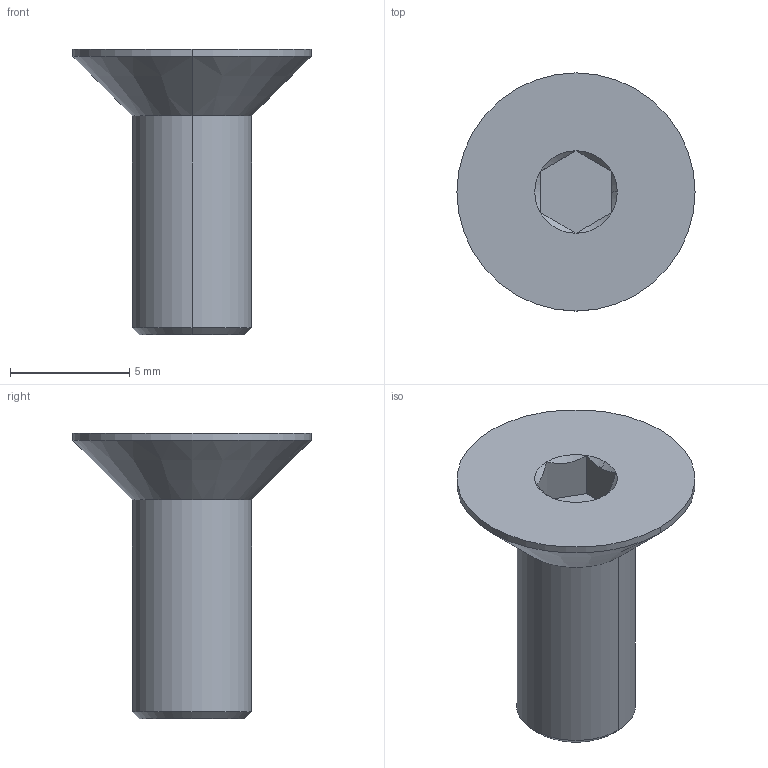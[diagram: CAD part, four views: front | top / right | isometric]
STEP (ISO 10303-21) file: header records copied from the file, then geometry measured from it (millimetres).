
FILE_DESCRIPTION (( 'STEP AP203' ), '1' );
FILE_NAME ('161077.step', '2022-11-14T18:50:38', ( '' ), ( '' ), 'SwSTEP 2.0', 'SolidWorks 2021', '' );
FILE_SCHEMA (( 'CONFIG_CONTROL_DESIGN' ));
Length unit declared in the file: millimetre
Products named in the file (1): 161077
Bounding box: 10 x 10 x 12 mm (x, y, z)
Volume: 302.6 mm3; surface area: 352 mm2
Topology: 1 solids, 1 shells, 24 faces, 45 edges, 24 vertices
Faces by surface type: cone 11, plane 9, cylinder 4
Entity records: 703 total; most frequent: CARTESIAN_POINT 152, DIRECTION 105, ORIENTED_EDGE 90, EDGE_CURVE 45, AXIS2_PLACEMENT_3D 42, EDGE_LOOP 25, FACE_OUTER_BOUND 24, VERTEX_POINT 24
